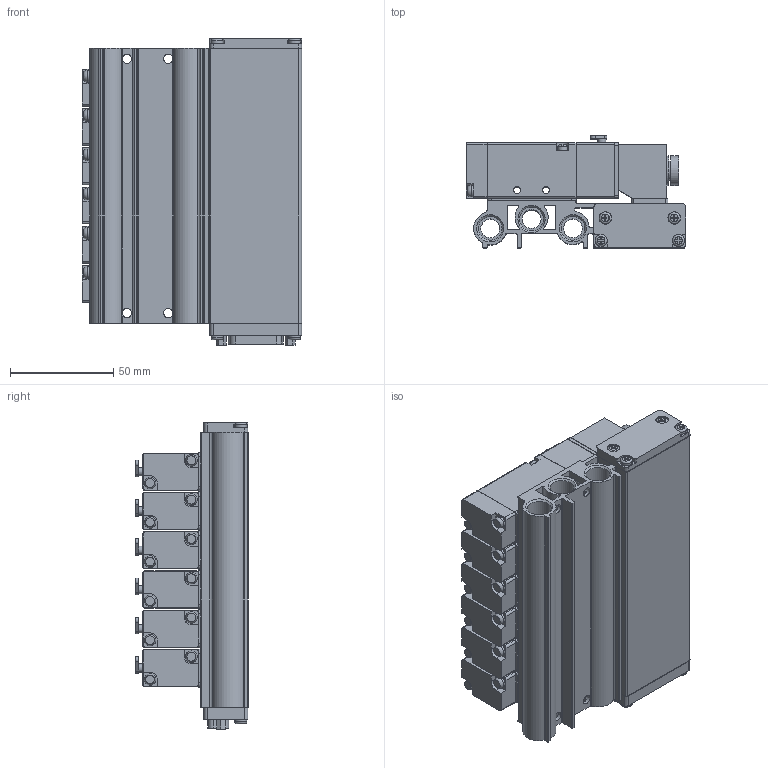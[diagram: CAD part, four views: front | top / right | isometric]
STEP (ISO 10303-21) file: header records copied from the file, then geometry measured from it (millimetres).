
FILE_DESCRIPTION(/* description */ ('STEP AP203'),/* implementation_level */ '2;1');
FILE_NAME(/* name */ 'S1R-6-06E4(SSSSSS)',/* time_stamp */ '2025-03-19T21:28:13+01:00',/* author */ ('License CC BY-ND 4.0'),/* organization */ ('CADENAS'),/* preprocessor_version */ 'ST-DEVELOPER v19.3',/* originating_system */ 'PARTsolutions',/* authorisation */ ' ');
FILE_SCHEMA (('CONFIG_CONTROL_DESIGN'));
Length unit declared in the file: millimetre
Products named in the file (4): S1R-6-06E4(SSSSSS); S1R-6-06E4(SSSSSS)S_dummy; RV521-6F(M5); RV5211C06E1_SR
Assembly tree (8 placements, depth 2):
  S1R-6-06E4(SSSSSS)
    S1R-6-06E4(SSSSSS)S_dummy
    RV521-6F(M5)
    RV5211C06E1_SR  x6
Bounding box: 106 x 54.4 x 148.1 mm (x, y, z)
Volume: 485305.4 mm3; surface area: 149566.1 mm2
Topology: 7 solids, 25 shells, 1324 faces, 3212 edges, 2094 vertices
Faces by surface type: plane 786, cylinder 424, torus 54, cone 48, sphere 12
Full cylindrical faces by diameter (mm): 1 x15, 2.459 x14, 3.3 x24, 3.4 x6, 4 x6, 4.5 x4, 4.6 x12, 5.6 x12, 5.8 x6, 6 x2, 8 x6, 8.566 x30, 9.157 x3, 9.2 x6, 11.445 x6, 14 x6, 14.2 x12
Entity records: 14880 total; most frequent: CARTESIAN_POINT 2741, DIRECTION 2556, ORIENTED_EDGE 2242, EDGE_CURVE 1121, AXIS2_PLACEMENT_3D 937, VERTEX_POINT 807, EDGE_LOOP 758, FACE_BOUND 758
